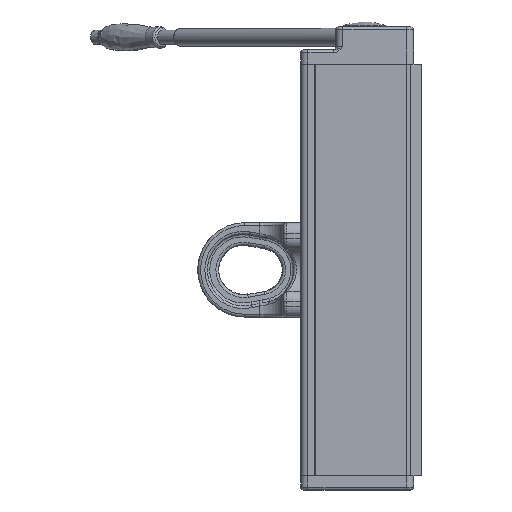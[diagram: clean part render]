
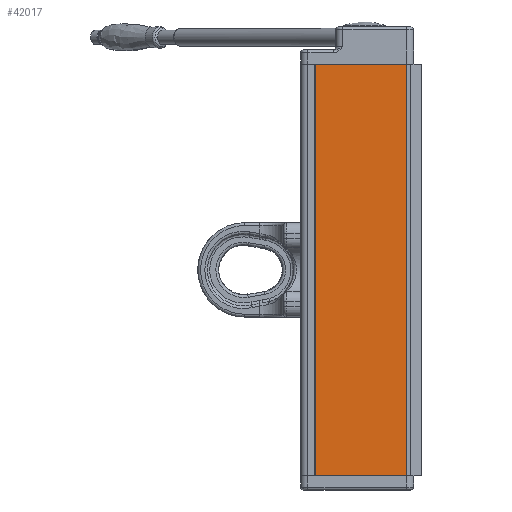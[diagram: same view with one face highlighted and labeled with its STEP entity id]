
A CAD part, left-side view. The second image highlights one B-rep face of the part: STEP entity #42017.
In plain terms, the highlighted planar face has unit normal (-1, 0, 0).
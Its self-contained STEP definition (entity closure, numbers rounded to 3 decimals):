
#3540=PLANE('',#46425);
#6130=FACE_OUTER_BOUND('',#9234,.T.);
#9234=EDGE_LOOP('',(#37800,#37801,#37802,#37803));
#12251=LINE('',#97164,#15340);
#12252=LINE('',#97167,#15341);
#12253=LINE('',#97169,#15342);
#12254=LINE('',#97170,#15343);
#15340=VECTOR('',#57536,1000.);
#15341=VECTOR('',#57539,1000.);
#15342=VECTOR('',#57540,1000.);
#15343=VECTOR('',#57541,1000.);
#20973=VERTEX_POINT('',#97158);
#20975=VERTEX_POINT('',#97162);
#20976=VERTEX_POINT('',#97166);
#20977=VERTEX_POINT('',#97168);
#26627=EDGE_CURVE('',#20973,#20975,#12251,.T.);
#26628=EDGE_CURVE('',#20973,#20976,#12252,.T.);
#26629=EDGE_CURVE('',#20977,#20975,#12253,.T.);
#26630=EDGE_CURVE('',#20976,#20977,#12254,.T.);
#37800=ORIENTED_EDGE('',*,*,#26628,.F.);
#37801=ORIENTED_EDGE('',*,*,#26627,.T.);
#37802=ORIENTED_EDGE('',*,*,#26629,.F.);
#37803=ORIENTED_EDGE('',*,*,#26630,.F.);
#42017=ADVANCED_FACE('',(#6130),#3540,.T.);
#46425=AXIS2_PLACEMENT_3D('',#97165,#57537,#57538);
#57536=DIRECTION('',(0.,0.,1.));
#57537=DIRECTION('center_axis',(-1.,0.,0.));
#57538=DIRECTION('ref_axis',(0.,-1.,0.));
#57539=DIRECTION('',(0.,1.,0.));
#57540=DIRECTION('',(0.,-1.,0.));
#57541=DIRECTION('',(0.,0.,1.));
#97158=CARTESIAN_POINT('',(-126.38,-130.896,4795.703));
#97162=CARTESIAN_POINT('',(-126.38,-130.896,5371.703));
#97164=CARTESIAN_POINT('',(-126.38,-130.896,4666.328));
#97165=CARTESIAN_POINT('Origin',(-126.38,-3.262,4666.328));
#97166=CARTESIAN_POINT('',(-126.38,-3.262,4795.703));
#97167=CARTESIAN_POINT('',(-126.38,-3.262,4795.703));
#97168=CARTESIAN_POINT('',(-126.38,-3.262,5371.703));
#97169=CARTESIAN_POINT('',(-126.38,-3.262,5371.703));
#97170=CARTESIAN_POINT('',(-126.38,-3.262,4666.328));
